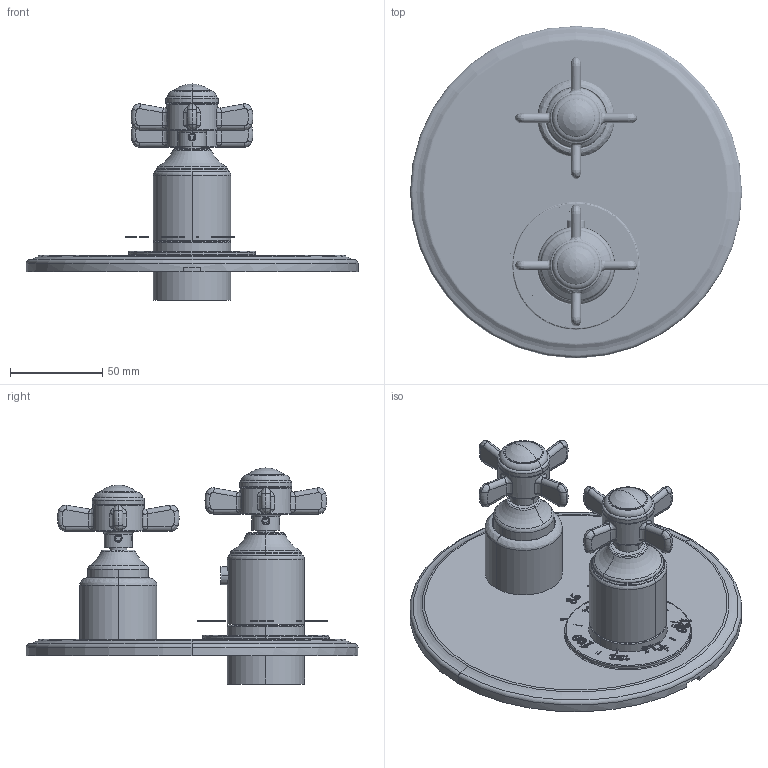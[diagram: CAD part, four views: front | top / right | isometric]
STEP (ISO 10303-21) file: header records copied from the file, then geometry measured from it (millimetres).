
FILE_DESCRIPTION((''),'2;1');
FILE_NAME('3-1003TR_ASM','2016-04-01T',('rsmith'),(''),'PRO/ENGINEER BY PARAMETRIC TECHNOLOGY CORPORATION, 2013150','PRO/ENGINEER BY PARAMETRIC TECHNOLOGY CORPORATION, 2013150','');
FILE_SCHEMA(('CONFIG_CONTROL_DESIGN'));
Products named in the file (25): 12346_AF5; H-78_2_FEET_AF15; 91678; 2-994_AF5_ASM; 12358; 91249; 91080; 2-989_ASM; 91308; 12344; 12345_AF15; 12352; 12353; 92849; 92137; 91246; 2-991_ASM; 10637; 10937; 10814; 91023; 92000; 2-270_ASM; 92113; 3-1003TR_ASM
Assembly tree (27 placements, depth 3):
  3-1003TR_ASM
    2-994_AF5_ASM
      12346_AF5
      H-78_2_FEET_AF15
      91678
    2-989_ASM
      12358
      91249
      91080
    91308
    12344
    12345_AF15
    2-991_ASM
      12352
      12353
      92849
      92137
      91246
    2-270_ASM  x2
      10637
      10937
      10814
      91023
      92000
    92113  x2
Bounding box: 180 x 180 x 117.19 mm (x, y, z)
Volume: 169963 mm3; surface area: 184773.9 mm2
Topology: 28 solids, 686 shells, 3071 faces, 9730 edges, 7432 vertices
Faces by surface type: plane 885, cylinder 720, bspline 568, extrusion 483, torus 218, cone 173, sphere 16, revolution 8
Entity records: 133579 total; most frequent: CARTESIAN_POINT 70412, ORIENTED_EDGE 12490, DIRECTION 9779, EDGE_CURVE 8040, VERTEX_POINT 6384, VECTOR 3855, B_SPLINE_CURVE_WITH_KNOTS 3839, LINE 3372
